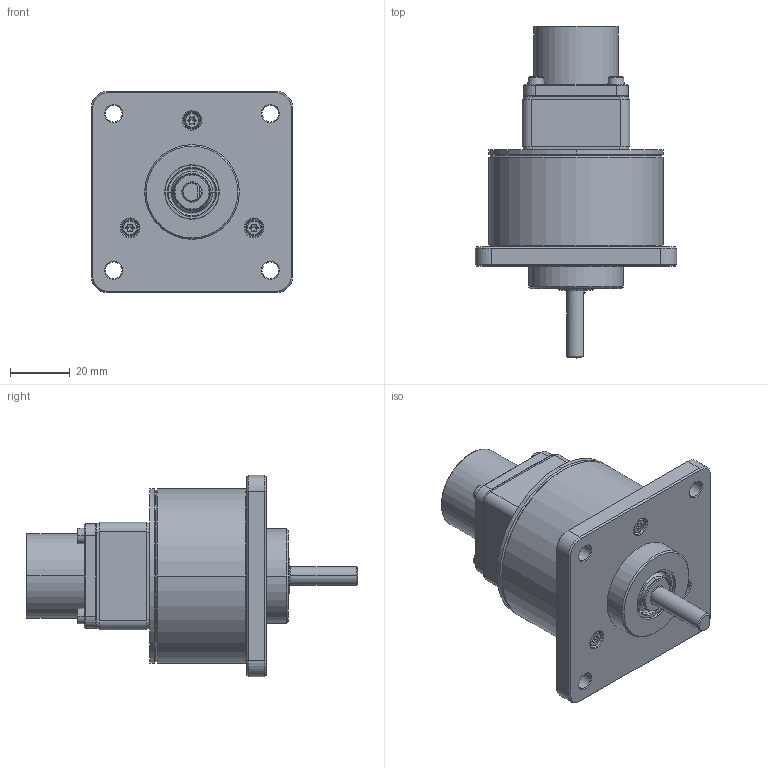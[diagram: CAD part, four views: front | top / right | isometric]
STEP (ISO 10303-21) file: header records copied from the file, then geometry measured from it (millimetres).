
FILE_DESCRIPTION((''),'2;1');
FILE_NAME('DM_CAD-2511_SW0001','2017-02-08T',('creinig-se'),(''),'PRO/ENGINEER BY PARAMETRIC TECHNOLOGY CORPORATION, 2015440','PRO/ENGINEER BY PARAMETRIC TECHNOLOGY CORPORATION, 2015440','');
FILE_SCHEMA(('CONFIG_CONTROL_DESIGN'));
Length unit declared in the file: millimetre
Products named in the file (1): DM_CAD-2511_SW0001
Bounding box: 67.5 x 111.3 x 67.5 mm (x, y, z)
Volume: 154552 mm3; surface area: 26393.9 mm2
Topology: 1 solids, 1 shells, 380 faces, 952 edges, 604 vertices
Faces by surface type: cylinder 166, cone 87, plane 78, torus 26, bspline 23
Entity records: 17193 total; most frequent: CARTESIAN_POINT 5071, DIRECTION 1969, ORIENTED_EDGE 1870, EDGE_CURVE 935, AXIS2_PLACEMENT_3D 804, VERTEX_POINT 598, CIRCLE 446, FILL_AREA_STYLE_COLOUR 431
